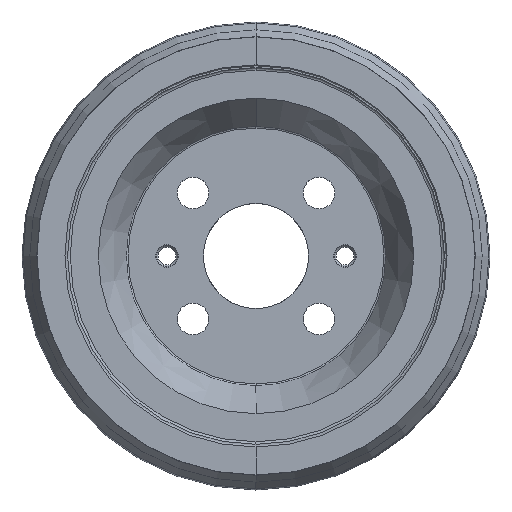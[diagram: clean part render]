
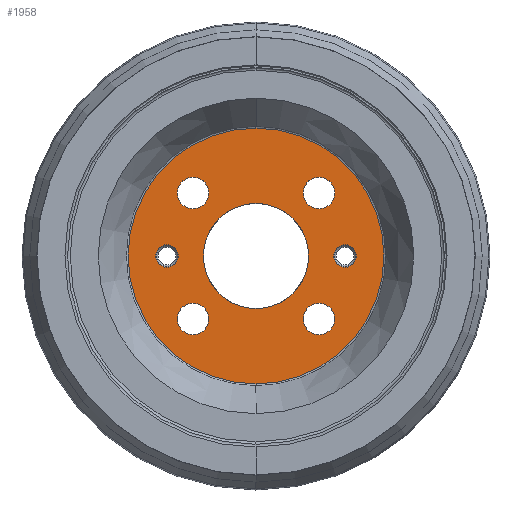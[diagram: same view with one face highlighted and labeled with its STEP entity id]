
A CAD part, top view. The second image highlights one B-rep face of the part: STEP entity #1958.
In plain terms, the highlighted planar face has unit normal (0, 0, 1).
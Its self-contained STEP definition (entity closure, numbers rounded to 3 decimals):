
#689=CARTESIAN_POINT('',(0.,0.,32.));
#690=DIRECTION('',(0.,0.,-1.));
#691=DIRECTION('',(0.,-1.,0.));
#692=AXIS2_PLACEMENT_3D('',#689,#690,#691);
#704=CARTESIAN_POINT('',(0.,0.,32.));
#705=DIRECTION('',(0.,0.,1.));
#706=DIRECTION('',(1.,0.,0.));
#707=AXIS2_PLACEMENT_3D('',#704,#705,#706);
#709=CARTESIAN_POINT('',(0.,0.,32.));
#710=DIRECTION('',(0.,0.,1.));
#711=DIRECTION('',(-1.,0.,0.));
#712=AXIS2_PLACEMENT_3D('',#709,#710,#711);
#714=CARTESIAN_POINT('',(-35.921,-35.921,32.));
#715=DIRECTION('',(0.,0.,1.));
#716=DIRECTION('',(1.,0.,0.));
#717=AXIS2_PLACEMENT_3D('',#714,#715,#716);
#719=CARTESIAN_POINT('',(-35.921,-35.921,32.));
#720=DIRECTION('',(0.,0.,1.));
#721=DIRECTION('',(-1.,0.,0.));
#722=AXIS2_PLACEMENT_3D('',#719,#720,#721);
#724=CARTESIAN_POINT('',(35.921,-35.921,32.));
#725=DIRECTION('',(0.,0.,1.));
#726=DIRECTION('',(1.,0.,0.));
#727=AXIS2_PLACEMENT_3D('',#724,#725,#726);
#729=CARTESIAN_POINT('',(35.921,-35.921,32.));
#730=DIRECTION('',(0.,0.,1.));
#731=DIRECTION('',(-1.,0.,0.));
#732=AXIS2_PLACEMENT_3D('',#729,#730,#731);
#734=CARTESIAN_POINT('',(35.921,35.921,32.));
#735=DIRECTION('',(0.,0.,1.));
#736=DIRECTION('',(1.,0.,0.));
#737=AXIS2_PLACEMENT_3D('',#734,#735,#736);
#739=CARTESIAN_POINT('',(35.921,35.921,32.));
#740=DIRECTION('',(0.,0.,1.));
#741=DIRECTION('',(-1.,0.,0.));
#742=AXIS2_PLACEMENT_3D('',#739,#740,#741);
#744=CARTESIAN_POINT('',(-35.921,35.921,32.));
#745=DIRECTION('',(0.,0.,1.));
#746=DIRECTION('',(1.,0.,0.));
#747=AXIS2_PLACEMENT_3D('',#744,#745,#746);
#749=CARTESIAN_POINT('',(-35.921,35.921,32.));
#750=DIRECTION('',(0.,0.,1.));
#751=DIRECTION('',(-1.,0.,0.));
#752=AXIS2_PLACEMENT_3D('',#749,#750,#751);
#754=CARTESIAN_POINT('',(-50.8,0.,32.));
#755=DIRECTION('',(0.,0.,1.));
#756=DIRECTION('',(-1.,0.,0.));
#757=AXIS2_PLACEMENT_3D('',#754,#755,#756);
#759=CARTESIAN_POINT('',(-50.8,0.,32.));
#760=DIRECTION('',(0.,0.,1.));
#761=DIRECTION('',(1.,0.,0.));
#762=AXIS2_PLACEMENT_3D('',#759,#760,#761);
#764=CARTESIAN_POINT('',(50.8,0.,32.));
#765=DIRECTION('',(0.,0.,1.));
#766=DIRECTION('',(-1.,0.,0.));
#767=AXIS2_PLACEMENT_3D('',#764,#765,#766);
#769=CARTESIAN_POINT('',(50.8,0.,32.));
#770=DIRECTION('',(0.,0.,1.));
#771=DIRECTION('',(1.,0.,0.));
#772=AXIS2_PLACEMENT_3D('',#769,#770,#771);
#774=CARTESIAN_POINT('',(0.,0.,32.));
#775=DIRECTION('',(0.,0.,-1.));
#776=DIRECTION('',(0.,1.,0.));
#777=AXIS2_PLACEMENT_3D('',#774,#775,#776);
#992=CARTESIAN_POINT('',(0.,-72.968,32.));
#993=CARTESIAN_POINT('',(0.,72.968,32.));
#994=VERTEX_POINT('',#992);
#995=VERTEX_POINT('',#993);
#1044=CARTESIAN_POINT('',(-57.3,0.,32.));
#1045=CARTESIAN_POINT('',(-44.3,0.,32.));
#1046=VERTEX_POINT('',#1044);
#1047=VERTEX_POINT('',#1045);
#1060=CARTESIAN_POINT('',(44.3,0.,32.));
#1061=CARTESIAN_POINT('',(57.3,0.,32.));
#1062=VERTEX_POINT('',#1060);
#1063=VERTEX_POINT('',#1061);
#1068=CARTESIAN_POINT('',(30.,0.,32.));
#1069=CARTESIAN_POINT('',(-30.,0.,32.));
#1070=VERTEX_POINT('',#1068);
#1071=VERTEX_POINT('',#1069);
#1144=CARTESIAN_POINT('',(-26.921,-35.921,32.));
#1145=CARTESIAN_POINT('',(-44.921,-35.921,32.));
#1146=VERTEX_POINT('',#1144);
#1147=VERTEX_POINT('',#1145);
#1152=CARTESIAN_POINT('',(44.921,-35.921,32.));
#1153=CARTESIAN_POINT('',(26.921,-35.921,32.));
#1154=VERTEX_POINT('',#1152);
#1155=VERTEX_POINT('',#1153);
#1160=CARTESIAN_POINT('',(44.921,35.921,32.));
#1161=CARTESIAN_POINT('',(26.921,35.921,32.));
#1162=VERTEX_POINT('',#1160);
#1163=VERTEX_POINT('',#1161);
#1168=CARTESIAN_POINT('',(-26.921,35.921,32.));
#1169=CARTESIAN_POINT('',(-44.921,35.921,32.));
#1170=VERTEX_POINT('',#1168);
#1171=VERTEX_POINT('',#1169);
#1908=CARTESIAN_POINT('',(0.,0.,32.));
#1909=DIRECTION('',(0.,0.,-1.));
#1910=DIRECTION('',(0.,-1.,0.));
#1911=AXIS2_PLACEMENT_3D('',#1908,#1909,#1910);
#1912=PLANE('',#1911);
#1913=ORIENTED_EDGE('',*,*,#1898,.T.);
#1915=ORIENTED_EDGE('',*,*,#1914,.T.);
#1916=EDGE_LOOP('',(#1913,#1915));
#1917=FACE_OUTER_BOUND('',#1916,.F.);
#1918=ORIENTED_EDGE('',*,*,#1462,.T.);
#1919=ORIENTED_EDGE('',*,*,#1332,.T.);
#1920=EDGE_LOOP('',(#1918,#1919));
#1921=FACE_BOUND('',#1920,.F.);
#1923=ORIENTED_EDGE('',*,*,#1922,.T.);
#1925=ORIENTED_EDGE('',*,*,#1924,.T.);
#1926=EDGE_LOOP('',(#1923,#1925));
#1927=FACE_BOUND('',#1926,.F.);
#1929=ORIENTED_EDGE('',*,*,#1928,.T.);
#1931=ORIENTED_EDGE('',*,*,#1930,.T.);
#1932=EDGE_LOOP('',(#1929,#1931));
#1933=FACE_BOUND('',#1932,.F.);
#1935=ORIENTED_EDGE('',*,*,#1934,.T.);
#1937=ORIENTED_EDGE('',*,*,#1936,.T.);
#1938=EDGE_LOOP('',(#1935,#1937));
#1939=FACE_BOUND('',#1938,.F.);
#1941=ORIENTED_EDGE('',*,*,#1940,.T.);
#1943=ORIENTED_EDGE('',*,*,#1942,.T.);
#1944=EDGE_LOOP('',(#1941,#1943));
#1945=FACE_BOUND('',#1944,.F.);
#1947=ORIENTED_EDGE('',*,*,#1946,.T.);
#1949=ORIENTED_EDGE('',*,*,#1948,.T.);
#1950=EDGE_LOOP('',(#1947,#1949));
#1951=FACE_BOUND('',#1950,.F.);
#1953=ORIENTED_EDGE('',*,*,#1952,.T.);
#1955=ORIENTED_EDGE('',*,*,#1954,.T.);
#1956=EDGE_LOOP('',(#1953,#1955));
#1957=FACE_BOUND('',#1956,.F.);
#1958=ADVANCED_FACE('',(#1917,#1921,#1927,#1933,#1939,#1945,#1951,#1957),#1912,
.F.);
#693=CIRCLE('',#692,72.968);
#708=CIRCLE('',#707,30.);
#713=CIRCLE('',#712,30.);
#718=CIRCLE('',#717,9.);
#723=CIRCLE('',#722,9.);
#728=CIRCLE('',#727,9.);
#733=CIRCLE('',#732,9.);
#738=CIRCLE('',#737,9.);
#743=CIRCLE('',#742,9.);
#748=CIRCLE('',#747,9.);
#753=CIRCLE('',#752,9.);
#758=CIRCLE('',#757,6.5);
#763=CIRCLE('',#762,6.5);
#768=CIRCLE('',#767,6.5);
#773=CIRCLE('',#772,6.5);
#778=CIRCLE('',#777,72.968);
#1332=EDGE_CURVE('',#1071,#1070,#713,.T.);
#1462=EDGE_CURVE('',#1070,#1071,#708,.T.);
#1898=EDGE_CURVE('',#994,#995,#693,.T.);
#1914=EDGE_CURVE('',#995,#994,#778,.T.);
#1922=EDGE_CURVE('',#1146,#1147,#718,.T.);
#1924=EDGE_CURVE('',#1147,#1146,#723,.T.);
#1928=EDGE_CURVE('',#1154,#1155,#728,.T.);
#1930=EDGE_CURVE('',#1155,#1154,#733,.T.);
#1934=EDGE_CURVE('',#1162,#1163,#738,.T.);
#1936=EDGE_CURVE('',#1163,#1162,#743,.T.);
#1940=EDGE_CURVE('',#1170,#1171,#748,.T.);
#1942=EDGE_CURVE('',#1171,#1170,#753,.T.);
#1946=EDGE_CURVE('',#1046,#1047,#758,.T.);
#1948=EDGE_CURVE('',#1047,#1046,#763,.T.);
#1952=EDGE_CURVE('',#1062,#1063,#768,.T.);
#1954=EDGE_CURVE('',#1063,#1062,#773,.T.);
